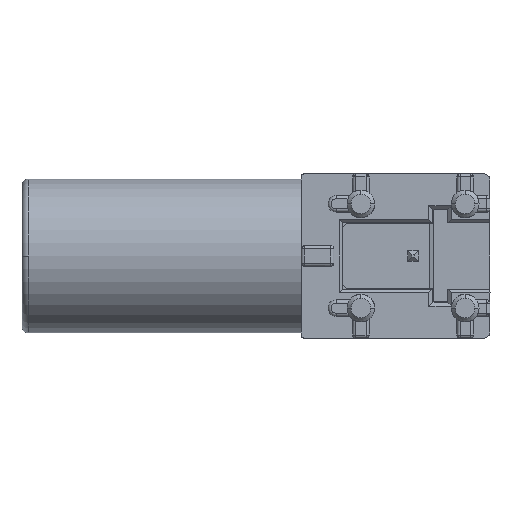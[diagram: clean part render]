
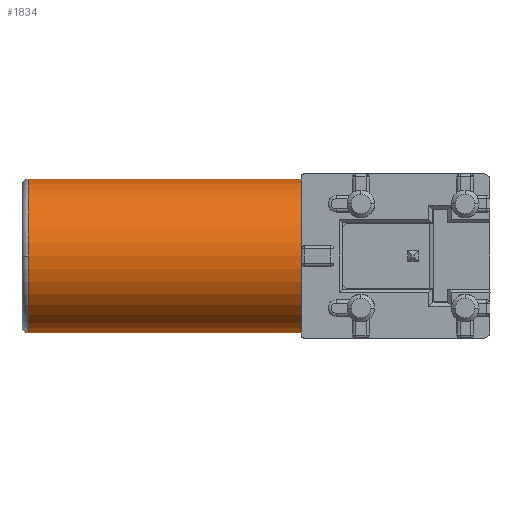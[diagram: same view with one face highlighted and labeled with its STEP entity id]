
A CAD part, front view. The second image highlights one B-rep face of the part: STEP entity #1834.
In plain terms, the highlighted cylindrical face has radius 3.75 mm (diameter 7.5 mm), a partial arc.
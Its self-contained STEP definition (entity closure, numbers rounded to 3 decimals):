
#1543=CYLINDRICAL_SURFACE('',#5309,3.75);
#1618=CIRCLE('',#5299,3.75);
#1624=CIRCLE('',#5307,3.75);
#1625=CIRCLE('',#5308,3.75);
#1834=ADVANCED_FACE('',(#2162),#1543,.T.);
#2162=FACE_OUTER_BOUND('',#2385,.T.);
#2385=EDGE_LOOP('',(#2703,#2704,#2705,#2706,#2707));
#2703=ORIENTED_EDGE('',*,*,#4128,.F.);
#2704=ORIENTED_EDGE('',*,*,#4119,.F.);
#2705=ORIENTED_EDGE('',*,*,#4132,.F.);
#2706=ORIENTED_EDGE('',*,*,#4130,.T.);
#2707=ORIENTED_EDGE('',*,*,#4133,.F.);
#3761=VERTEX_POINT('',#7027);
#3765=VERTEX_POINT('',#7034);
#3774=VERTEX_POINT('',#7057);
#3775=VERTEX_POINT('',#7059);
#3776=VERTEX_POINT('',#7061);
#4119=EDGE_CURVE('',#3765,#3761,#1618,.T.);
#4128=EDGE_CURVE('',#3761,#3774,#4673,.T.);
#4130=EDGE_CURVE('',#3776,#3775,#4674,.T.);
#4132=EDGE_CURVE('',#3776,#3765,#1624,.T.);
#4133=EDGE_CURVE('',#3774,#3775,#1625,.T.);
#4673=LINE('',#7056,#5005);
#4674=LINE('',#7060,#5006);
#5005=VECTOR('',#5825,1.);
#5006=VECTOR('',#5828,1.);
#5299=AXIS2_PLACEMENT_3D('',#7035,#5811,#5812);
#5307=AXIS2_PLACEMENT_3D('',#7064,#5833,#5834);
#5308=AXIS2_PLACEMENT_3D('',#7065,#5835,#5836);
#5309=AXIS2_PLACEMENT_3D('',#7066,#5837,#5838);
#5811=DIRECTION('',(-1.,0.,0.));
#5812=DIRECTION('',(0.,-1.,0.));
#5825=DIRECTION('',(1.,0.,0.));
#5828=DIRECTION('',(1.,0.,0.));
#5833=DIRECTION('',(-1.,0.,0.));
#5834=DIRECTION('',(0.,-1.,0.));
#5835=DIRECTION('',(1.,0.,0.));
#5836=DIRECTION('',(0.,0.,-1.));
#5837=DIRECTION('',(1.,0.,0.));
#5838=DIRECTION('',(0.,0.,1.));
#7027=CARTESIAN_POINT('',(-22.5,0.,3.75));
#7034=CARTESIAN_POINT('',(-22.5,-3.75,0.));
#7035=CARTESIAN_POINT('',(-22.5,0.,0.));
#7056=CARTESIAN_POINT('',(-10.333,0.,3.75));
#7057=CARTESIAN_POINT('',(-9.2,0.,3.75));
#7059=CARTESIAN_POINT('',(-9.2,0.,-3.75));
#7060=CARTESIAN_POINT('',(-10.333,0.,-3.75));
#7061=CARTESIAN_POINT('',(-22.5,0.,-3.75));
#7064=CARTESIAN_POINT('',(-22.5,0.,0.));
#7065=CARTESIAN_POINT('',(-9.2,0.,0.));
#7066=CARTESIAN_POINT('',(-10.333,0.,0.));
